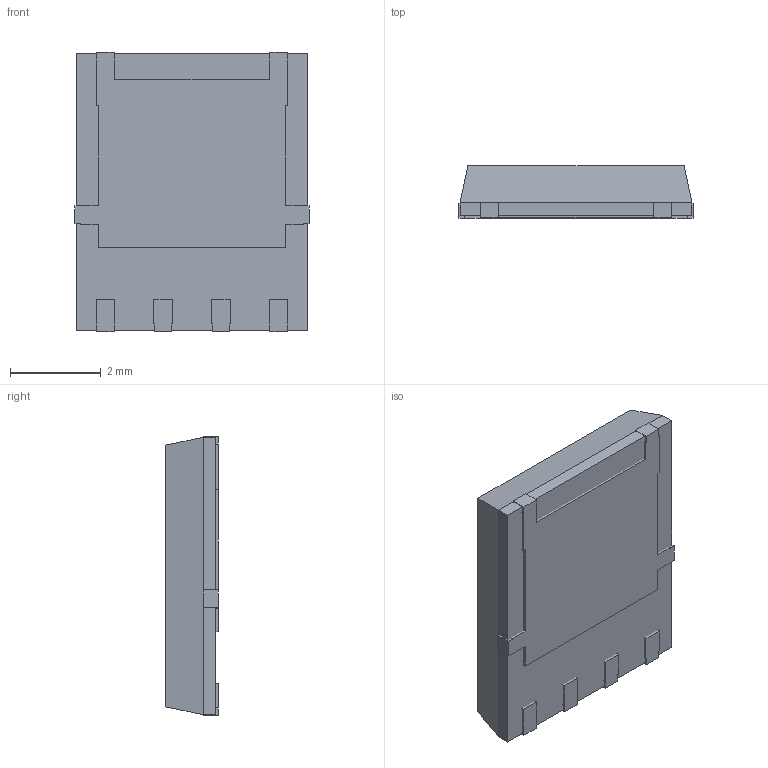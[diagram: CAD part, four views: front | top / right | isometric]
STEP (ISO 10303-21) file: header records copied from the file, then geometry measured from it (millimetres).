
FILE_DESCRIPTION (( 'STEP AP214' ), '1' );
FILE_NAME ('SO-8FL.STEP', '2015-04-05T19:42:38', ( '' ), ( '' ), 'SwSTEP 2.0', 'SolidWorks 2014', '' );
FILE_SCHEMA (( 'AUTOMOTIVE_DESIGN' ));
Length unit declared in the file: millimetre
Products named in the file (3): SO-8FL_Pad; SO-8FL_Body; SO-8FL
Assembly tree (2 placements, depth 2):
  SO-8FL
    SO-8FL_Body
    SO-8FL_Pad
Bounding box: 5.15 x 1.15 x 6.15 mm (x, y, z)
Surface area: 131 mm2
Topology: 2 solids, 2 shells, 97 faces, 270 edges, 178 vertices
Faces by surface type: plane 95, cylinder 2
Entity records: 3183 total; most frequent: CARTESIAN_POINT 550, ORIENTED_EDGE 540, DIRECTION 478, EDGE_CURVE 270, LINE 266, VECTOR 266, VERTEX_POINT 178, AXIS2_PLACEMENT_3D 106
